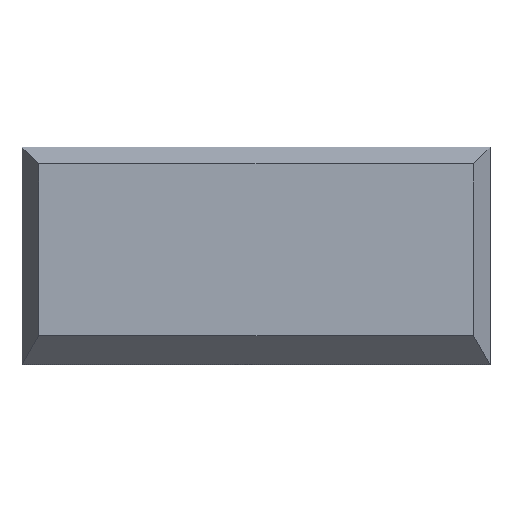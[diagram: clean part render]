
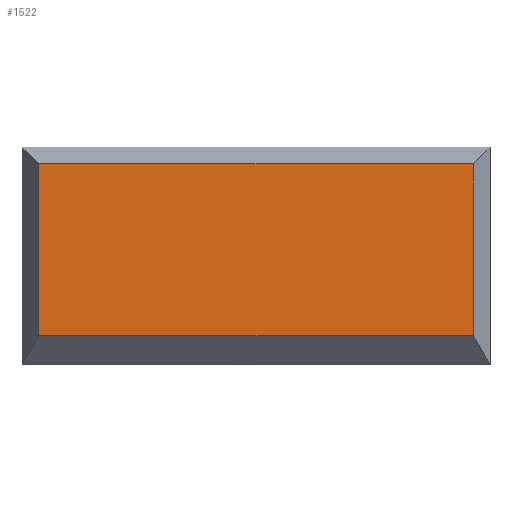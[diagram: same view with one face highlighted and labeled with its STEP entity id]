
A CAD part, top view. The second image highlights one B-rep face of the part: STEP entity #1522.
In plain terms, the highlighted planar face has unit normal (0, 0, 1).
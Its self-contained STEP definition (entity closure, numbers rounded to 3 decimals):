
#32=FACE_OUTER_BOUND('',#121,.T.);
#121=EDGE_LOOP('',(#1083,#1084,#1085,#1086));
#256=LINE('',#2219,#474);
#260=LINE('',#2228,#478);
#262=LINE('',#2231,#480);
#263=LINE('',#2233,#481);
#474=VECTOR('',#1780,10.);
#478=VECTOR('',#1786,10.);
#480=VECTOR('',#1790,10.);
#481=VECTOR('',#1793,10.);
#682=VERTEX_POINT('',#2213);
#684=VERTEX_POINT('',#2217);
#686=VERTEX_POINT('',#2222);
#688=VERTEX_POINT('',#2226);
#826=EDGE_CURVE('',#682,#684,#256,.T.);
#830=EDGE_CURVE('',#686,#688,#260,.T.);
#832=EDGE_CURVE('',#686,#684,#262,.T.);
#833=EDGE_CURVE('',#682,#688,#263,.T.);
#1083=ORIENTED_EDGE('',*,*,#826,.T.);
#1084=ORIENTED_EDGE('',*,*,#832,.F.);
#1085=ORIENTED_EDGE('',*,*,#830,.T.);
#1086=ORIENTED_EDGE('',*,*,#833,.F.);
#1434=PLANE('',#1624);
#1522=ADVANCED_FACE('',(#32),#1434,.T.);
#1624=AXIS2_PLACEMENT_3D('',#2247,#1805,#1806);
#1780=DIRECTION('',(1.,0.,0.));
#1786=DIRECTION('',(-1.,0.,0.));
#1790=DIRECTION('',(0.,-1.,0.));
#1793=DIRECTION('',(0.,1.,0.));
#1805=DIRECTION('center_axis',(0.,0.,1.));
#1806=DIRECTION('ref_axis',(1.,0.,0.));
#2213=CARTESIAN_POINT('',(-16.48,-6.05,7.1));
#2217=CARTESIAN_POINT('',(16.48,-6.05,7.1));
#2219=CARTESIAN_POINT('',(0.635,-6.05,7.1));
#2222=CARTESIAN_POINT('',(16.48,6.98,7.1));
#2226=CARTESIAN_POINT('',(-16.48,6.98,7.1));
#2228=CARTESIAN_POINT('',(0.635,6.98,7.1));
#2231=CARTESIAN_POINT('',(16.48,0.,7.1));
#2233=CARTESIAN_POINT('',(-16.48,0.,7.1));
#2247=CARTESIAN_POINT('Origin',(-16.48,0.,7.1));
